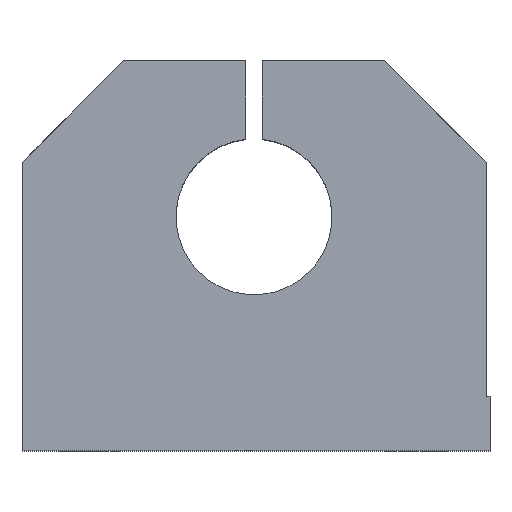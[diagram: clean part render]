
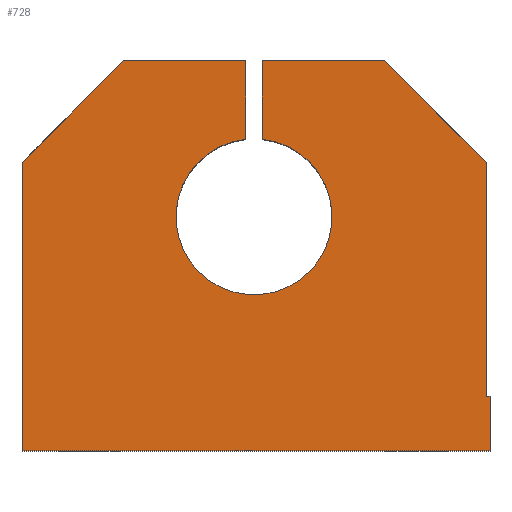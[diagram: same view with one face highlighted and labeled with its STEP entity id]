
A CAD part, top view. The second image highlights one B-rep face of the part: STEP entity #728.
In plain terms, the highlighted planar face has unit normal (0, 0, 1).
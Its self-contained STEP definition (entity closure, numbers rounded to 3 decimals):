
#72=CIRCLE('',#811,10.);
#113=FACE_OUTER_BOUND('',#164,.T.);
#164=EDGE_LOOP('',(#650,#651,#652,#653,#654,#655,#656,#657,#658,#659,#660,
#661));
#166=LINE('',#1023,#231);
#171=LINE('',#1032,#236);
#197=LINE('',#1206,#262);
#209=LINE('',#1262,#274);
#211=LINE('',#1266,#276);
#214=LINE('',#1272,#279);
#223=LINE('',#1289,#288);
#224=LINE('',#1292,#289);
#227=LINE('',#1299,#292);
#228=LINE('',#1301,#293);
#229=LINE('',#1303,#294);
#231=VECTOR('',#821,10.);
#236=VECTOR('',#828,10.);
#262=VECTOR('',#908,10.);
#274=VECTOR('',#972,10.);
#276=VECTOR('',#976,10.);
#279=VECTOR('',#981,10.);
#288=VECTOR('',#996,10.);
#289=VECTOR('',#999,10.);
#292=VECTOR('',#1008,10.);
#293=VECTOR('',#1011,10.);
#294=VECTOR('',#1014,10.);
#295=VERTEX_POINT('',#1019);
#297=VERTEX_POINT('',#1022);
#299=VERTEX_POINT('',#1028);
#332=VERTEX_POINT('',#1203);
#333=VERTEX_POINT('',#1205);
#350=VERTEX_POINT('',#1259);
#351=VERTEX_POINT('',#1261);
#352=VERTEX_POINT('',#1265);
#354=VERTEX_POINT('',#1271);
#359=VERTEX_POINT('',#1287);
#360=VERTEX_POINT('',#1291);
#361=VERTEX_POINT('',#1295);
#363=EDGE_CURVE('',#295,#297,#166,.T.);
#368=EDGE_CURVE('',#297,#299,#171,.T.);
#412=EDGE_CURVE('',#332,#333,#197,.T.);
#439=EDGE_CURVE('',#350,#351,#209,.T.);
#441=EDGE_CURVE('',#333,#352,#211,.T.);
#444=EDGE_CURVE('',#351,#354,#214,.T.);
#454=EDGE_CURVE('',#359,#332,#223,.T.);
#455=EDGE_CURVE('',#352,#360,#224,.T.);
#457=EDGE_CURVE('',#360,#361,#72,.T.);
#459=EDGE_CURVE('',#361,#350,#227,.T.);
#460=EDGE_CURVE('',#354,#295,#228,.T.);
#461=EDGE_CURVE('',#299,#359,#229,.T.);
#650=ORIENTED_EDGE('',*,*,#444,.F.);
#651=ORIENTED_EDGE('',*,*,#439,.F.);
#652=ORIENTED_EDGE('',*,*,#459,.F.);
#653=ORIENTED_EDGE('',*,*,#457,.F.);
#654=ORIENTED_EDGE('',*,*,#455,.F.);
#655=ORIENTED_EDGE('',*,*,#441,.F.);
#656=ORIENTED_EDGE('',*,*,#412,.F.);
#657=ORIENTED_EDGE('',*,*,#454,.F.);
#658=ORIENTED_EDGE('',*,*,#461,.F.);
#659=ORIENTED_EDGE('',*,*,#368,.F.);
#660=ORIENTED_EDGE('',*,*,#363,.F.);
#661=ORIENTED_EDGE('',*,*,#460,.F.);
#688=PLANE('',#815);
#728=ADVANCED_FACE('',(#113),#688,.T.);
#811=AXIS2_PLACEMENT_3D('',#1296,#1003,#1004);
#815=AXIS2_PLACEMENT_3D('',#1304,#1015,#1016);
#821=DIRECTION('',(1.,0.,0.));
#828=DIRECTION('',(0.,-1.,0.));
#908=DIRECTION('',(0.707,0.707,0.));
#972=DIRECTION('',(1.,0.,0.));
#976=DIRECTION('',(1.,0.,0.));
#981=DIRECTION('',(0.707,-0.707,0.));
#996=DIRECTION('',(0.,1.,0.));
#999=DIRECTION('',(0.,-1.,0.));
#1003=DIRECTION('center_axis',(0.,0.,1.));
#1004=DIRECTION('ref_axis',(0.108,-0.994,0.));
#1008=DIRECTION('',(0.,1.,0.));
#1011=DIRECTION('',(0.,-1.,0.));
#1014=DIRECTION('',(-1.,0.,0.));
#1015=DIRECTION('center_axis',(0.,0.,1.));
#1016=DIRECTION('ref_axis',(1.,0.,0.));
#1019=CARTESIAN_POINT('',(29.75,-18.,15.));
#1022=CARTESIAN_POINT('',(30.25,-18.,15.));
#1023=CARTESIAN_POINT('',(29.75,-18.,15.));
#1028=CARTESIAN_POINT('',(30.25,-25.,15.));
#1032=CARTESIAN_POINT('',(30.25,-18.,15.));
#1203=CARTESIAN_POINT('',(-29.75,12.,15.));
#1205=CARTESIAN_POINT('',(-16.75,25.,15.));
#1206=CARTESIAN_POINT('',(-21.485,20.265,15.));
#1259=CARTESIAN_POINT('',(1.075,25.,15.));
#1261=CARTESIAN_POINT('',(16.75,25.,15.));
#1262=CARTESIAN_POINT('',(29.75,25.,15.));
#1265=CARTESIAN_POINT('',(-1.075,25.,15.));
#1266=CARTESIAN_POINT('',(-1.075,25.,15.));
#1271=CARTESIAN_POINT('',(29.75,12.,15.));
#1272=CARTESIAN_POINT('',(21.485,20.265,15.));
#1287=CARTESIAN_POINT('',(-29.75,-25.,15.));
#1289=CARTESIAN_POINT('',(-29.75,25.,15.));
#1291=CARTESIAN_POINT('',(-1.075,14.942,15.));
#1292=CARTESIAN_POINT('',(-1.075,14.942,15.));
#1295=CARTESIAN_POINT('',(1.075,14.942,15.));
#1296=CARTESIAN_POINT('Origin',(0.,5.,15.));
#1299=CARTESIAN_POINT('',(1.075,25.,15.));
#1301=CARTESIAN_POINT('',(29.75,-25.,15.));
#1303=CARTESIAN_POINT('',(-29.75,-25.,15.));
#1304=CARTESIAN_POINT('Origin',(0.,2.309,15.));
